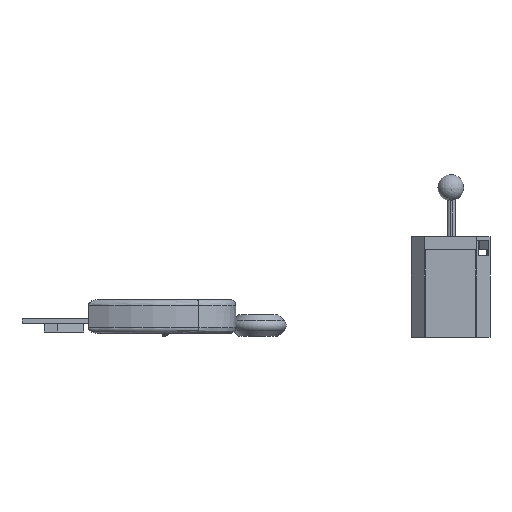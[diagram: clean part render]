
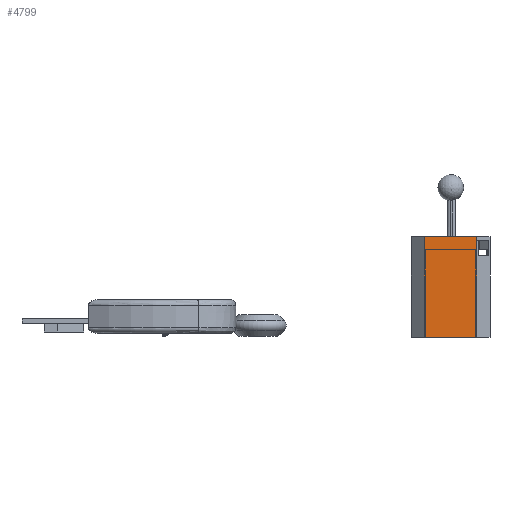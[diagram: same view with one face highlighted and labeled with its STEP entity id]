
A CAD part, left-side view. The second image highlights one B-rep face of the part: STEP entity #4799.
In plain terms, the highlighted planar face has unit normal (-1, 0, 0).
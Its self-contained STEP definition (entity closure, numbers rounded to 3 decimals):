
#334=FACE_OUTER_BOUND('',#613,.T.);
#613=EDGE_LOOP('',(#3558,#3559,#3560,#3561));
#1060=LINE('',#7084,#1627);
#1079=LINE('',#7121,#1646);
#1080=LINE('',#7124,#1647);
#1081=LINE('',#7125,#1648);
#1627=VECTOR('',#5729,10.);
#1646=VECTOR('',#5766,10.);
#1647=VECTOR('',#5769,10.);
#1648=VECTOR('',#5770,10.);
#2124=VERTEX_POINT('',#7081);
#2125=VERTEX_POINT('',#7083);
#2134=VERTEX_POINT('',#7119);
#2135=VERTEX_POINT('',#7123);
#2643=EDGE_CURVE('',#2124,#2125,#1060,.T.);
#2662=EDGE_CURVE('',#2125,#2134,#1079,.T.);
#2663=EDGE_CURVE('',#2135,#2124,#1080,.T.);
#2664=EDGE_CURVE('',#2134,#2135,#1081,.T.);
#3558=ORIENTED_EDGE('',*,*,#2662,.F.);
#3559=ORIENTED_EDGE('',*,*,#2643,.F.);
#3560=ORIENTED_EDGE('',*,*,#2663,.F.);
#3561=ORIENTED_EDGE('',*,*,#2664,.F.);
#4597=PLANE('',#5097);
#4799=ADVANCED_FACE('',(#334),#4597,.T.);
#5097=AXIS2_PLACEMENT_3D('',#7122,#5767,#5768);
#5729=DIRECTION('',(0.,1.,0.));
#5766=DIRECTION('',(0.,0.,1.));
#5767=DIRECTION('center_axis',(-1.,0.,0.));
#5768=DIRECTION('ref_axis',(0.,-1.,0.));
#5769=DIRECTION('',(0.,0.,-1.));
#5770=DIRECTION('',(0.,-1.,0.));
#7081=CARTESIAN_POINT('',(-50.,-289.907,-1.142));
#7083=CARTESIAN_POINT('',(-50.,-229.906,-1.142));
#7084=CARTESIAN_POINT('',(-50.,-289.907,-1.142));
#7119=CARTESIAN_POINT('',(-50.,-229.906,113.858));
#7121=CARTESIAN_POINT('',(-50.,-229.906,98.858));
#7122=CARTESIAN_POINT('Origin',(-50.,-214.906,98.858));
#7123=CARTESIAN_POINT('',(-50.,-289.907,113.858));
#7124=CARTESIAN_POINT('',(-50.,-289.907,98.858));
#7125=CARTESIAN_POINT('',(-50.,-304.907,113.858));
